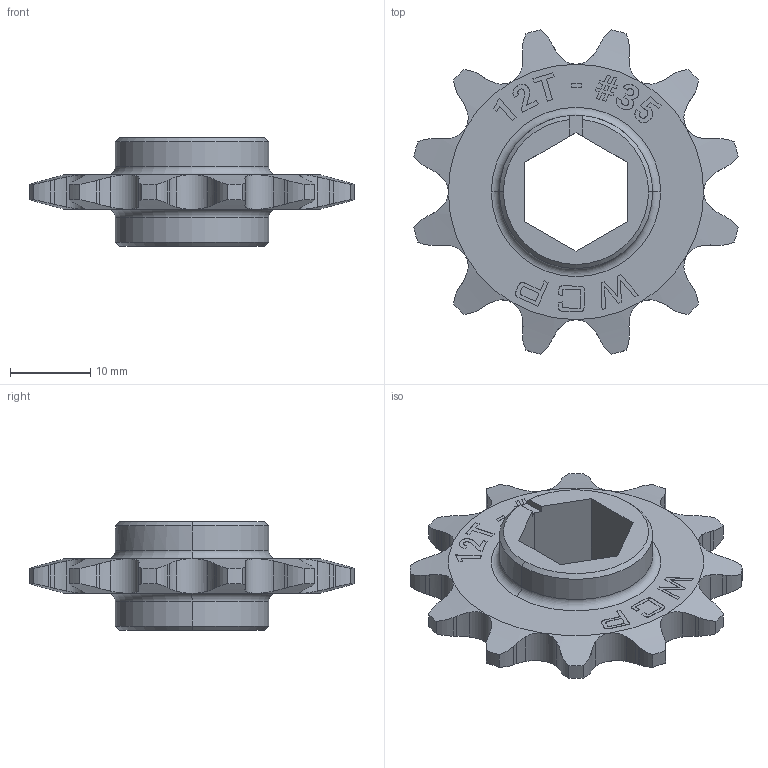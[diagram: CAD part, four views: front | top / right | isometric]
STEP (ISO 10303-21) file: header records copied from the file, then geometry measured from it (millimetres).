
FILE_DESCRIPTION (( 'STEP AP214' ), '1' );
FILE_NAME ('WCP-0973 Rev1.step', '2023-11-14T01:25:52', ( '' ), ( '' ), 'SwSTEP 2.0', 'SolidWorks 2022', '' );
FILE_SCHEMA (( 'AUTOMOTIVE_DESIGN' ));
Length unit declared in the file: inch
Products named in the file (1): WCP-0973 Rev1
Bounding box: 40.29 x 40.29 x 13.49 mm (x, y, z)
Volume: 4898.9 mm3; surface area: 3396.8 mm2
Topology: 1 solids, 1 shells, 285 faces, 800 edges, 530 vertices
Faces by surface type: plane 154, cylinder 83, bspline 35, cone 9, torus 4
Entity records: 11365 total; most frequent: CARTESIAN_POINT 4529, ORIENTED_EDGE 1600, DIRECTION 1097, EDGE_CURVE 800, VERTEX_POINT 530, LINE 493, VECTOR 493, AXIS2_PLACEMENT_3D 302
